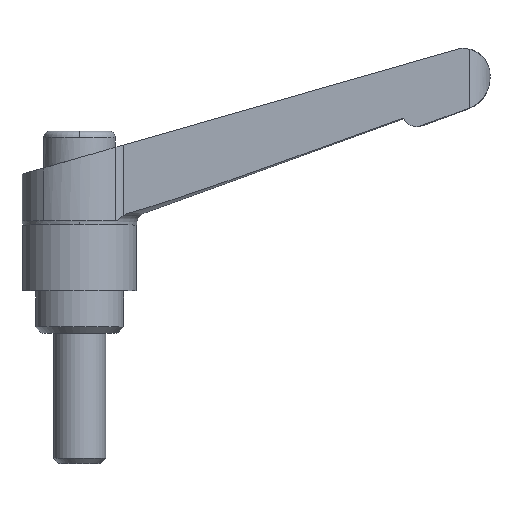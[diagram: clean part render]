
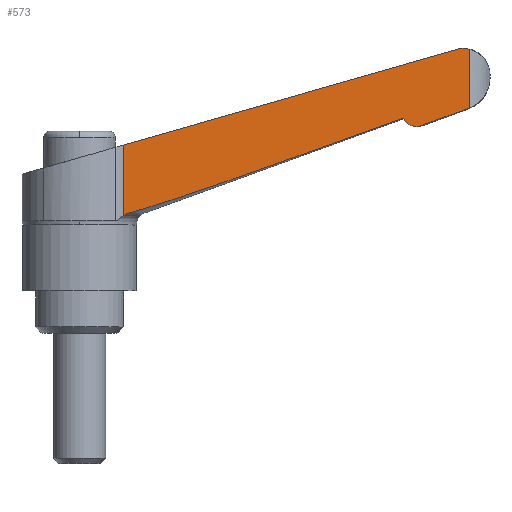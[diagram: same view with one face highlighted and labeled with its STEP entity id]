
A CAD part, top view. The second image highlights one B-rep face of the part: STEP entity #573.
In plain terms, the highlighted planar face has unit normal (0.035, 0, 0.999).
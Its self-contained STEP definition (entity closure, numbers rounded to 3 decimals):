
#267 = EDGE_CURVE( '', #357, #719, #754, .T. );
#293 = VERTEX_POINT( '', #783 );
#357 = VERTEX_POINT( '', #855 );
#397 = EDGE_CURVE( '', #603, #661, #900, .T. );
#399 = VERTEX_POINT( '', #902 );
#449 = VERTEX_POINT( '', #957 );
#457 = EDGE_CURVE( '', #399, #603, #968, .T. );
#535 = EDGE_CURVE( '', #661, #357, #1053, .T. );
#563 = EDGE_CURVE( '', #449, #399, #1083, .T. );
#573 = ADVANCED_FACE( '', ( #1093 ), #1094, .F. );
#603 = VERTEX_POINT( '', #1126 );
#621 = EDGE_CURVE( '', #679, #293, #1145, .T. );
#633 = VERTEX_POINT( '', #1159 );
#649 = EDGE_CURVE( '', #449, #293, #1179, .T. );
#661 = VERTEX_POINT( '', #1191 );
#673 = EDGE_CURVE( '', #679, #633, #1205, .T. );
#679 = VERTEX_POINT( '', #1211 );
#693 = EDGE_CURVE( '', #719, #633, #1225, .T. );
#719 = VERTEX_POINT( '', #1254 );
#754 = B_SPLINE_CURVE_WITH_KNOTS( '', 3, ( #1283, #1284, #1285, #1286, #1287, #1288, #1289, #1290 ), .UNSPECIFIED., .F., .F., ( 4, 2, 2, 4 ), ( 4.154, 4.36, 4.861, 5.229 ), .UNSPECIFIED. );
#783 = CARTESIAN_POINT( '', ( 59.921, 43.538, 4.617 ) );
#855 = CARTESIAN_POINT( '', ( 7.735, 18.479, 6.44 ) );
#900 = B_SPLINE_CURVE_WITH_KNOTS( '', 3, ( #1549, #1550, #1551, #1552, #1553, #1554, #1555, #1556, #1557, #1558, #1559, #1560, #1561, #1562, #1563, #1564, #1565, #1566, #1567, #1568 ), .UNSPECIFIED., .F., .F., ( 4, 2, 2, 2, 2, 2, 2, 2, 2, 4 ), ( 2.314, 2.6, 2.974, 3.349, 3.723, 4.096, 4.469, 4.84, 5.211, 5.294 ), .UNSPECIFIED. );
#902 = CARTESIAN_POINT( '', ( 59.529, 34.42, 4.631 ) );
#957 = CARTESIAN_POINT( '', ( 59.921, 34.58, 4.617 ) );
#968 = ( B_SPLINE_CURVE( 2, ( #1700, #1701, #1702 ), .UNSPECIFIED., .F., .F. )B_SPLINE_CURVE_WITH_KNOTS( ( 3, 3 ), ( 0., 7.654 ), .UNSPECIFIED. )RATIONAL_B_SPLINE_CURVE( ( 1., 1.002, 1. ) )BOUNDED_CURVE(  )REPRESENTATION_ITEM( '' )GEOMETRIC_REPRESENTATION_ITEM(  )CURVE(  ) );
#1053 = ( B_SPLINE_CURVE( 2, ( #1839, #1840, #1841 ), .UNSPECIFIED., .F., .F. )B_SPLINE_CURVE_WITH_KNOTS( ( 3, 3 ), ( 0., 44.487 ), .UNSPECIFIED. )RATIONAL_B_SPLINE_CURVE( ( 1., 1.4, 1. ) )BOUNDED_CURVE(  )REPRESENTATION_ITEM( '' )GEOMETRIC_REPRESENTATION_ITEM(  )CURVE(  ) );
#1083 = B_SPLINE_CURVE_WITH_KNOTS( '', 3, ( #1888, #1889, #1890, #1891, #1892, #1893 ), .UNSPECIFIED., .F., .F., ( 4, 2, 4 ), ( 5.365, 5.561, 5.781 ), .UNSPECIFIED. );
#1093 = FACE_OUTER_BOUND( '', #1904, .T. );
#1094 = PLANE( '', #1905 );
#1126 = CARTESIAN_POINT( '', ( 52.335, 31.818, 4.882 ) );
#1145 = B_SPLINE_CURVE_WITH_KNOTS( '', 3, ( #1995, #1996, #1997, #1998, #1999, #2000, #2001, #2002, #2003, #2004 ), .UNSPECIFIED., .F., .F., ( 4, 2, 2, 2, 4 ), ( 16.778, 17.084, 17.831, 18.578, 18.881 ), .UNSPECIFIED. );
#1159 = CARTESIAN_POINT( '', ( 6.706, 28.857, 6.476 ) );
#1179 = LINE( '', #2047, #2048 );
#1191 = CARTESIAN_POINT( '', ( 49.751, 33.014, 4.972 ) );
#1205 = LINE( '', #2076, #2077 );
#1211 = CARTESIAN_POINT( '', ( 58.339, 43.664, 4.672 ) );
#1225 = LINE( '', #2105, #2106 );
#1254 = CARTESIAN_POINT( '', ( 6.706, 18.001, 6.476 ) );
#1283 = CARTESIAN_POINT( '', ( 7.735, 18.479, 6.44 ) );
#1284 = CARTESIAN_POINT( '', ( 7.665, 18.46, 6.442 ) );
#1285 = CARTESIAN_POINT( '', ( 7.597, 18.439, 6.444 ) );
#1286 = CARTESIAN_POINT( '', ( 7.373, 18.363, 6.452 ) );
#1287 = CARTESIAN_POINT( '', ( 7.205, 18.293, 6.458 ) );
#1288 = CARTESIAN_POINT( '', ( 6.925, 18.145, 6.468 ) );
#1289 = CARTESIAN_POINT( '', ( 6.81, 18.075, 6.472 ) );
#1290 = CARTESIAN_POINT( '', ( 6.706, 18.001, 6.476 ) );
#1549 = CARTESIAN_POINT( '', ( 52.335, 31.818, 4.882 ) );
#1550 = CARTESIAN_POINT( '', ( 52.242, 31.785, 4.885 ) );
#1551 = CARTESIAN_POINT( '', ( 52.142, 31.757, 4.889 ) );
#1552 = CARTESIAN_POINT( '', ( 51.907, 31.71, 4.897 ) );
#1553 = CARTESIAN_POINT( '', ( 51.771, 31.698, 4.902 ) );
#1554 = CARTESIAN_POINT( '', ( 51.521, 31.698, 4.911 ) );
#1555 = CARTESIAN_POINT( '', ( 51.385, 31.71, 4.915 ) );
#1556 = CARTESIAN_POINT( '', ( 51.118, 31.763, 4.925 ) );
#1557 = CARTESIAN_POINT( '', ( 50.987, 31.803, 4.929 ) );
#1558 = CARTESIAN_POINT( '', ( 50.757, 31.898, 4.937 ) );
#1559 = CARTESIAN_POINT( '', ( 50.636, 31.961, 4.941 ) );
#1560 = CARTESIAN_POINT( '', ( 50.411, 32.111, 4.949 ) );
#1561 = CARTESIAN_POINT( '', ( 50.306, 32.198, 4.953 ) );
#1562 = CARTESIAN_POINT( '', ( 50.13, 32.373, 4.959 ) );
#1563 = CARTESIAN_POINT( '', ( 50.043, 32.477, 4.962 ) );
#1564 = CARTESIAN_POINT( '', ( 49.893, 32.701, 4.967 ) );
#1565 = CARTESIAN_POINT( '', ( 49.83, 32.821, 4.97 ) );
#1566 = CARTESIAN_POINT( '', ( 49.771, 32.96, 4.972 ) );
#1567 = CARTESIAN_POINT( '', ( 49.761, 32.987, 4.972 ) );
#1568 = CARTESIAN_POINT( '', ( 49.751, 33.014, 4.972 ) );
#1700 = CARTESIAN_POINT( '', ( 59.529, 34.42, 4.631 ) );
#1701 = CARTESIAN_POINT( '', ( 55.703, 33.035, 4.765 ) );
#1702 = CARTESIAN_POINT( '', ( 52.335, 31.818, 4.882 ) );
#1839 = CARTESIAN_POINT( '', ( 49.751, 33.014, 4.972 ) );
#1840 = CARTESIAN_POINT( '', ( 14.776, 20.391, 6.194 ) );
#1841 = CARTESIAN_POINT( '', ( 7.735, 18.479, 6.44 ) );
#1888 = CARTESIAN_POINT( '', ( 59.921, 34.58, 4.617 ) );
#1889 = CARTESIAN_POINT( '', ( 59.86, 34.552, 4.619 ) );
#1890 = CARTESIAN_POINT( '', ( 59.799, 34.525, 4.622 ) );
#1891 = CARTESIAN_POINT( '', ( 59.671, 34.473, 4.626 ) );
#1892 = CARTESIAN_POINT( '', ( 59.601, 34.445, 4.628 ) );
#1893 = CARTESIAN_POINT( '', ( 59.529, 34.42, 4.631 ) );
#1904 = EDGE_LOOP( '', ( #2566, #2567, #2568, #2569, #2570, #2571, #2572, #2573, #2574 ) );
#1905 = AXIS2_PLACEMENT_3D( '', #2575, #2576, #2577 );
#1995 = CARTESIAN_POINT( '', ( 57.706, 43.537, 4.695 ) );
#1996 = CARTESIAN_POINT( '', ( 57.811, 43.567, 4.691 ) );
#1997 = CARTESIAN_POINT( '', ( 57.919, 43.593, 4.687 ) );
#1998 = CARTESIAN_POINT( '', ( 58.294, 43.667, 4.674 ) );
#1999 = CARTESIAN_POINT( '', ( 58.566, 43.692, 4.665 ) );
#2000 = CARTESIAN_POINT( '', ( 59.064, 43.692, 4.647 ) );
#2001 = CARTESIAN_POINT( '', ( 59.335, 43.667, 4.638 ) );
#2002 = CARTESIAN_POINT( '', ( 59.71, 43.593, 4.625 ) );
#2003 = CARTESIAN_POINT( '', ( 59.817, 43.567, 4.621 ) );
#2004 = CARTESIAN_POINT( '', ( 59.921, 43.538, 4.617 ) );
#2047 = CARTESIAN_POINT( '', ( 59.921, 0., 4.617 ) );
#2048 = VECTOR( '', #2681, 1. );
#2076 = CARTESIAN_POINT( '', ( -5.509, 25.354, 6.902 ) );
#2077 = VECTOR( '', #2705, 1. );
#2105 = CARTESIAN_POINT( '', ( 6.706, 0., 6.476 ) );
#2106 = VECTOR( '', #2717, 1. );
#2566 = ORIENTED_EDGE( '', *, *, #673, .T. );
#2567 = ORIENTED_EDGE( '', *, *, #693, .F. );
#2568 = ORIENTED_EDGE( '', *, *, #267, .F. );
#2569 = ORIENTED_EDGE( '', *, *, #535, .F. );
#2570 = ORIENTED_EDGE( '', *, *, #397, .F. );
#2571 = ORIENTED_EDGE( '', *, *, #457, .F. );
#2572 = ORIENTED_EDGE( '', *, *, #563, .F. );
#2573 = ORIENTED_EDGE( '', *, *, #649, .T. );
#2574 = ORIENTED_EDGE( '', *, *, #621, .F. );
#2575 = CARTESIAN_POINT( '', ( 6.706, 0., 6.476 ) );
#2576 = DIRECTION( '', ( -0.035, 0., -0.999 ) );
#2577 = DIRECTION( '', ( -0.999, 0., 0.035 ) );
#2681 = DIRECTION( '', ( 0., 1., 0. ) );
#2705 = DIRECTION( '', ( -0.961, -0.275, 0.034 ) );
#2717 = DIRECTION( '', ( 0., 1., 0. ) );
